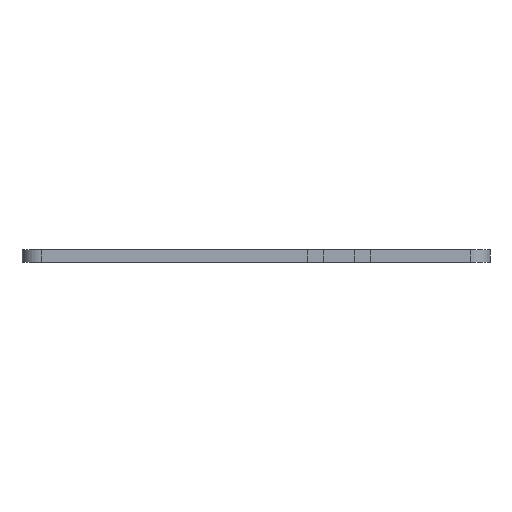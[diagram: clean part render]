
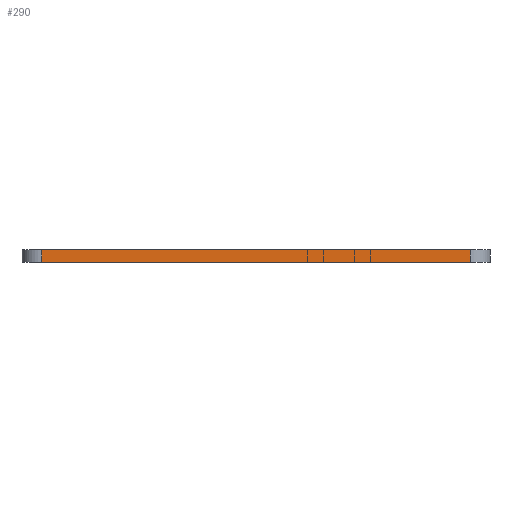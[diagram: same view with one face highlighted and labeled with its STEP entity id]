
A CAD part, left-side view. The second image highlights one B-rep face of the part: STEP entity #290.
In plain terms, the highlighted planar face has unit normal (-1, 0, 0).
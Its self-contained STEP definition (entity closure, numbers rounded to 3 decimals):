
#263 = VERTEX_POINT('',#264);
#264 = CARTESIAN_POINT('',(0.013,-57.46,
    1.6));
#271 = EDGE_CURVE('',#272,#263,#274,.T.);
#272 = VERTEX_POINT('',#273);
#273 = CARTESIAN_POINT('',(0.013,-57.46,0.));
#274 = LINE('',#275,#276);
#275 = CARTESIAN_POINT('',(0.013,-57.46,0.));
#276 = VECTOR('',#277,1.);
#277 = DIRECTION('',(0.,0.,1.));
#290 = ADVANCED_FACE('',(#291),#316,.T.);
#291 = FACE_BOUND('',#292,.T.);
#292 = EDGE_LOOP('',(#293,#294,#302,#310));
#293 = ORIENTED_EDGE('',*,*,#271,.T.);
#294 = ORIENTED_EDGE('',*,*,#295,.T.);
#295 = EDGE_CURVE('',#263,#296,#298,.T.);
#296 = VERTEX_POINT('',#297);
#297 = CARTESIAN_POINT('',(0.013,-2.54,
    1.6));
#298 = LINE('',#299,#300);
#299 = CARTESIAN_POINT('',(0.013,-57.46,
    1.6));
#300 = VECTOR('',#301,1.);
#301 = DIRECTION('',(0.,1.,0.));
#302 = ORIENTED_EDGE('',*,*,#303,.F.);
#303 = EDGE_CURVE('',#304,#296,#306,.T.);
#304 = VERTEX_POINT('',#305);
#305 = CARTESIAN_POINT('',(0.013,-2.54,0.));
#306 = LINE('',#307,#308);
#307 = CARTESIAN_POINT('',(0.013,-2.54,0.));
#308 = VECTOR('',#309,1.);
#309 = DIRECTION('',(0.,0.,1.));
#310 = ORIENTED_EDGE('',*,*,#311,.F.);
#311 = EDGE_CURVE('',#272,#304,#312,.T.);
#312 = LINE('',#313,#314);
#313 = CARTESIAN_POINT('',(0.013,-57.46,0.));
#314 = VECTOR('',#315,1.);
#315 = DIRECTION('',(0.,1.,0.));
#316 = PLANE('',#317);
#317 = AXIS2_PLACEMENT_3D('',#318,#319,#320);
#318 = CARTESIAN_POINT('',(0.013,-57.46,0.));
#319 = DIRECTION('',(-1.,0.,0.));
#320 = DIRECTION('',(0.,1.,0.));
